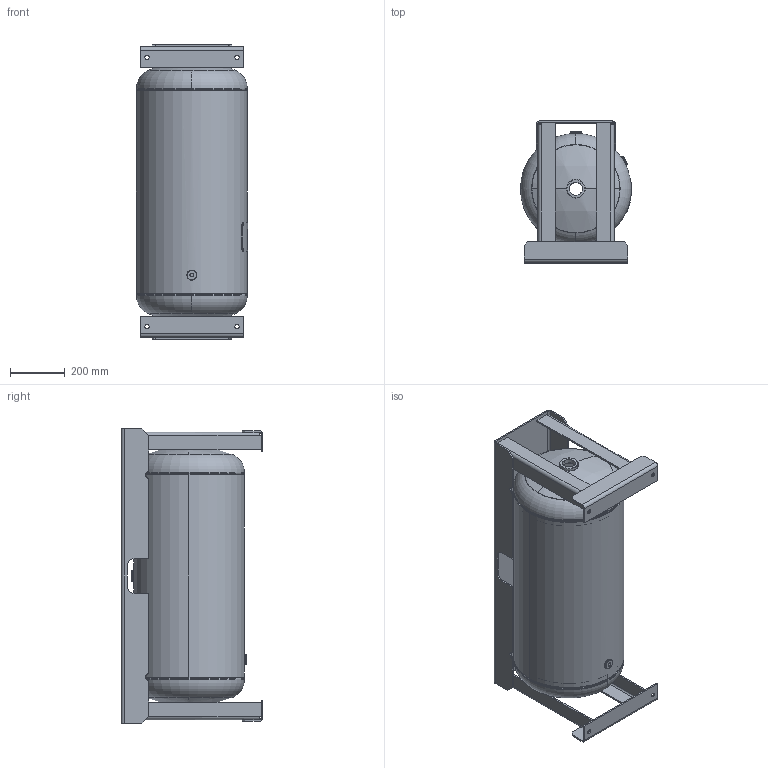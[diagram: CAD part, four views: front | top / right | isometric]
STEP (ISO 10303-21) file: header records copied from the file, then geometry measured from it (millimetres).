
FILE_DESCRIPTION (( 'STEP AP214' ), '1' );
FILE_NAME ('34917.STEP', '2024-03-20T15:25:43', ( '' ), ( '' ), 'SwSTEP 2.0', 'SolidWorks 2022', '' );
FILE_SCHEMA (( 'AUTOMOTIVE_DESIGN' ));
Length unit declared in the file: inch
Products named in the file (13): HEAD_16X099JOG; A72380; 34917-SL; A57341; NP-HOR_16; PHOENIX FLAT FLANGE_1500O-RING; A57325; PHOENIX FLAT FLANGE_0750; PHOENIX FLAT FLANGE_0250P391; A56100; A91006; 34917
Assembly tree (15 placements, depth 3):
  34917
    34917-SL
    HEAD_16X099JOG
    HEAD_16X099JOG
    PHOENIX FLAT FLANGE_1500O-RING  x2
    PHOENIX FLAT FLANGE_0750
    PHOENIX FLAT FLANGE_0250P391  x2
    A56100
    A91006  x2
      A72380
      A57325
      A57341
    NP-HOR_16
Bounding box: 407.59 x 519.39 x 1079.5 mm (x, y, z)
Volume: 8848116.5 mm3; surface area: 4520702.9 mm2
Topology: 16 solids, 16 shells, 364 faces, 808 edges, 484 vertices
Faces by surface type: plane 156, cylinder 98, torus 84, bspline 18, sphere 8
Full cylindrical faces by diameter (mm): 399.999 x1, 406.4 x1
Entity records: 11744 total; most frequent: CARTESIAN_POINT 5223, DIRECTION 1330, ORIENTED_EDGE 1172, EDGE_CURVE 586, AXIS2_PLACEMENT_3D 541, VERTEX_POINT 352, EDGE_LOOP 294, CIRCLE 280
